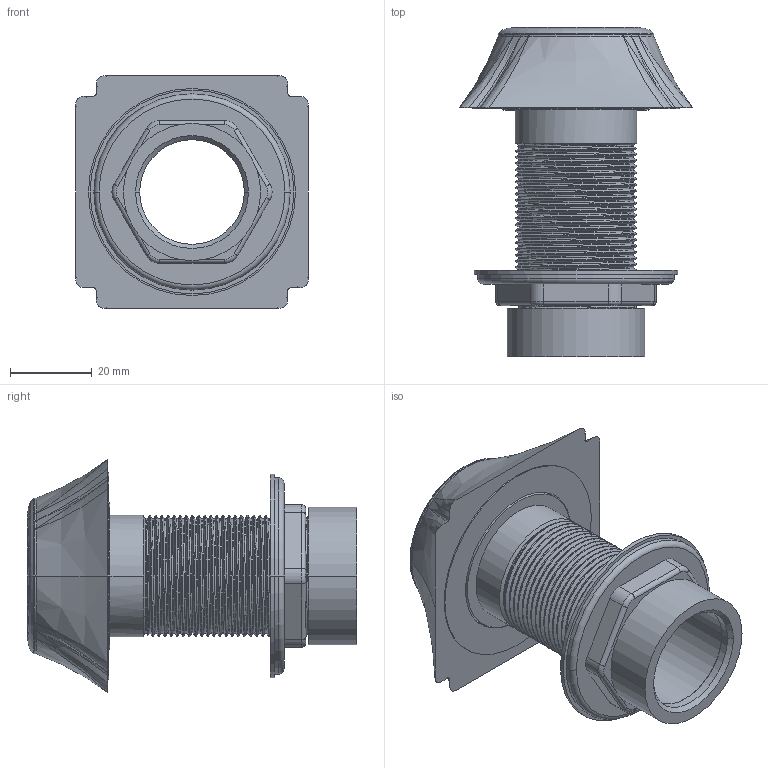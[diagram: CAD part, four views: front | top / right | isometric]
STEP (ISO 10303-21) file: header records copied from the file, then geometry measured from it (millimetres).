
FILE_DESCRIPTION((''),'2;1');
FILE_NAME('289-8_SW0001','2011-07-13T',('pnmurthy'),(''),'PRO/ENGINEER BY PARAMETRIC TECHNOLOGY CORPORATION, 2009300','PRO/ENGINEER BY PARAMETRIC TECHNOLOGY CORPORATION, 2009300','');
FILE_SCHEMA(('CONFIG_CONTROL_DESIGN'));
Length unit declared in the file: inch
Products named in the file (1): 289-8_SW0001
Bounding box: 57.15 x 80.77 x 57.15 mm (x, y, z)
Surface area: 38163.8 mm2 (no closed solid volume)
Topology: 0 solids, 8 shells, 312 faces, 808 edges, 512 vertices
Faces by surface type: cylinder 145, bspline 98, plane 28, cone 25, torus 12, sphere 4
Entity records: 31223 total; most frequent: CARTESIAN_POINT 24497, ORIENTED_EDGE 1576, DIRECTION 1067, EDGE_CURVE 808, VERTEX_POINT 512, AXIS2_PLACEMENT_3D 413, B_SPLINE_CURVE_WITH_KNOTS 368, EDGE_LOOP 329
